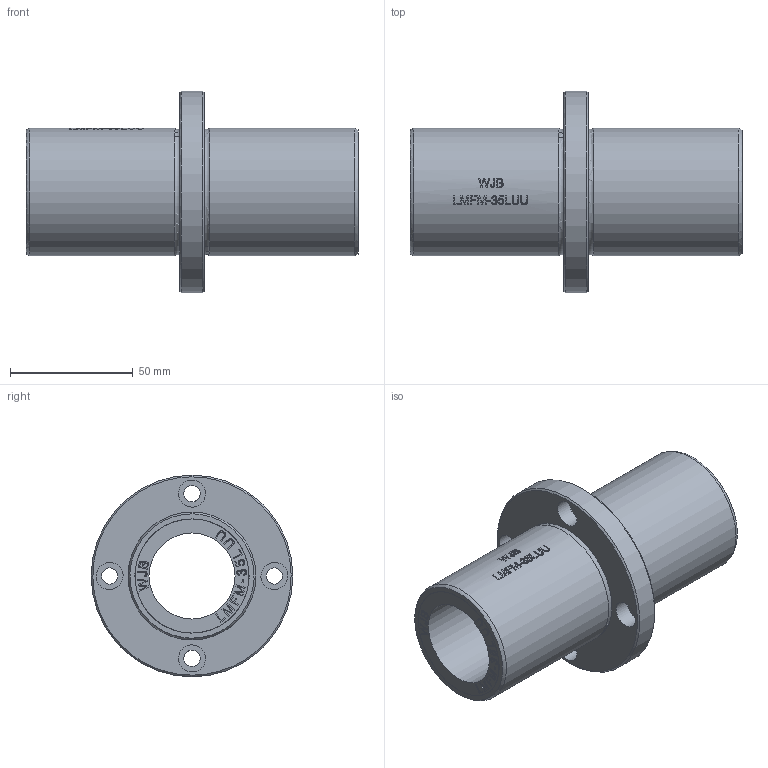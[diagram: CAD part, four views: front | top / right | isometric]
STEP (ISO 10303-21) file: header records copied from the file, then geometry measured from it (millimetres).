
FILE_DESCRIPTION(/* description */ (''),/* implementation_level */ '2;1');
FILE_NAME(/* name */ 'WJB-LMFM-35LUU.stp',/* time_stamp */ '2018-09-23T09:01:03+08:00',/* author */ (''),/* organization */ (''),/* preprocessor_version */ 'ST-DEVELOPER v11',/* originating_system */ 'SIEMENS UGS NX 6.0',/* authorisation */ '');
FILE_SCHEMA (('CONFIG_CONTROL_DESIGN'));
Length unit declared in the file: millimetre
Products named in the file (1): WJB-LMFM-35LUU
Bounding box: 135 x 82 x 82 mm (x, y, z)
Volume: 184707.1 mm3; surface area: 47209.2 mm2
Topology: 1 solids, 1 shells, 402 faces, 1069 edges, 722 vertices
Faces by surface type: plane 271, extrusion 96, cylinder 29, torus 4, cone 2
Full cylindrical faces by diameter (mm): 6.6 x4, 11 x4, 35 x1, 46.4 x2, 52 x2, 82 x1
Entity records: 16027 total; most frequent: CARTESIAN_POINT 6636, ORIENTED_EDGE 2098, DIRECTION 1459, EDGE_CURVE 1049, VERTEX_POINT 722, VECTOR 649, LINE 553, B_SPLINE_CURVE_WITH_KNOTS 494
